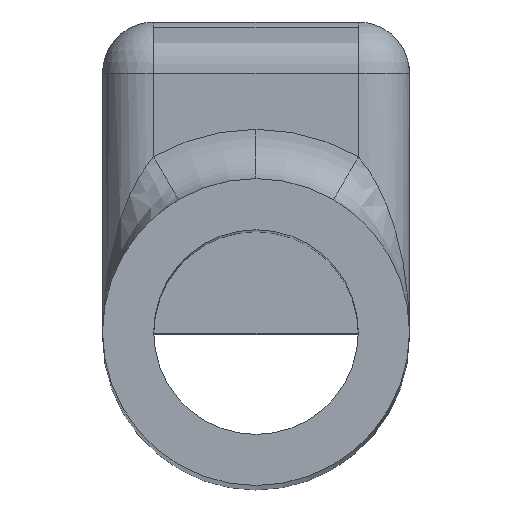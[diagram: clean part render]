
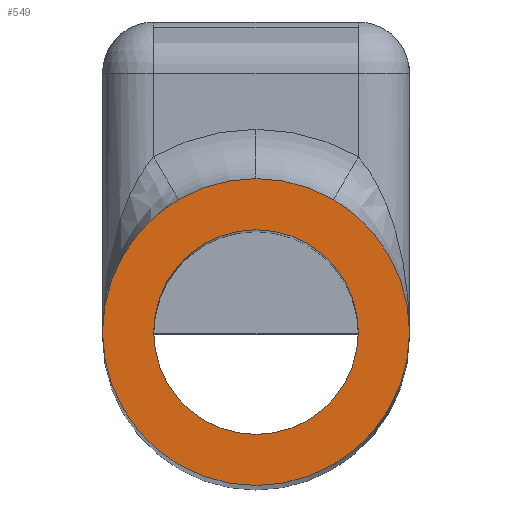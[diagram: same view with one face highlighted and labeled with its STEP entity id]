
A CAD part, top view. The second image highlights one B-rep face of the part: STEP entity #549.
In plain terms, the highlighted planar face has unit normal (0, 0, 1).
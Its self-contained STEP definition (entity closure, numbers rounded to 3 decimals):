
#57 = CARTESIAN_POINT ( 'NONE',  ( 0., 0., 500. ) ) ;
#64 = ORIENTED_EDGE ( 'NONE', *, *, #540, .T. ) ;
#68 = DIRECTION ( 'NONE',  ( 1., 0., 0. ) ) ;
#97 = EDGE_CURVE ( 'NONE', #452, #870, #1284, .T. ) ;
#106 = DIRECTION ( 'NONE',  ( 1., 0., 0. ) ) ;
#119 = CIRCLE ( 'NONE', #344, 20. ) ;
#180 = VERTEX_POINT ( 'NONE', #1032 ) ;
#211 = CIRCLE ( 'NONE', #327, 20. ) ;
#242 = DIRECTION ( 'NONE',  ( 1., 0., 0. ) ) ;
#327 = AXIS2_PLACEMENT_3D ( 'NONE', #57, #1002, #68 ) ;
#336 = EDGE_LOOP ( 'NONE', ( #1124, #1235 ) ) ;
#344 = AXIS2_PLACEMENT_3D ( 'NONE', #1579, #1455, #242 ) ;
#452 = VERTEX_POINT ( 'NONE', #1396 ) ;
#510 = EDGE_CURVE ( 'NONE', #1402, #180, #119, .T. ) ;
#540 = EDGE_CURVE ( 'NONE', #870, #452, #1562, .T. ) ;
#549 = ADVANCED_FACE ( 'NONE', ( #645, #1166 ), #1331, .T. ) ;
#618 = CARTESIAN_POINT ( 'NONE',  ( 0., 0., 500. ) ) ;
#645 = FACE_OUTER_BOUND ( 'NONE', #1687, .T. ) ;
#736 = AXIS2_PLACEMENT_3D ( 'NONE', #769, #1327, #1186 ) ;
#769 = CARTESIAN_POINT ( 'NONE',  ( 0., 0., 500. ) ) ;
#852 = CARTESIAN_POINT ( 'NONE',  ( -20., 0., 500. ) ) ;
#870 = VERTEX_POINT ( 'NONE', #1656 ) ;
#904 = DIRECTION ( 'NONE',  ( 0., 0., 1. ) ) ;
#1002 = DIRECTION ( 'NONE',  ( 0., 0., 1. ) ) ;
#1025 = DIRECTION ( 'NONE',  ( 0., 0., 1. ) ) ;
#1032 = CARTESIAN_POINT ( 'NONE',  ( 20., 0., 500. ) ) ;
#1060 = CARTESIAN_POINT ( 'NONE',  ( 0., 0., 500. ) ) ;
#1124 = ORIENTED_EDGE ( 'NONE', *, *, #510, .F. ) ;
#1166 = FACE_BOUND ( 'NONE', #336, .T. ) ;
#1186 = DIRECTION ( 'NONE',  ( 1., 0., 0. ) ) ;
#1235 = ORIENTED_EDGE ( 'NONE', *, *, #1535, .F. ) ;
#1276 = AXIS2_PLACEMENT_3D ( 'NONE', #1060, #1025, #1446 ) ;
#1284 = CIRCLE ( 'NONE', #1510, 30. ) ;
#1327 = DIRECTION ( 'NONE',  ( 0., 0., 1. ) ) ;
#1331 = PLANE ( 'NONE',  #1276 ) ;
#1386 = ORIENTED_EDGE ( 'NONE', *, *, #97, .T. ) ;
#1396 = CARTESIAN_POINT ( 'NONE',  ( -30., 0., 500. ) ) ;
#1402 = VERTEX_POINT ( 'NONE', #852 ) ;
#1446 = DIRECTION ( 'NONE',  ( 1., 0., 0. ) ) ;
#1455 = DIRECTION ( 'NONE',  ( 0., 0., 1. ) ) ;
#1510 = AXIS2_PLACEMENT_3D ( 'NONE', #618, #904, #106 ) ;
#1535 = EDGE_CURVE ( 'NONE', #180, #1402, #211, .T. ) ;
#1562 = CIRCLE ( 'NONE', #736, 30. ) ;
#1579 = CARTESIAN_POINT ( 'NONE',  ( 0., 0., 500. ) ) ;
#1656 = CARTESIAN_POINT ( 'NONE',  ( 30., 0., 500. ) ) ;
#1687 = EDGE_LOOP ( 'NONE', ( #1386, #64 ) ) ;
